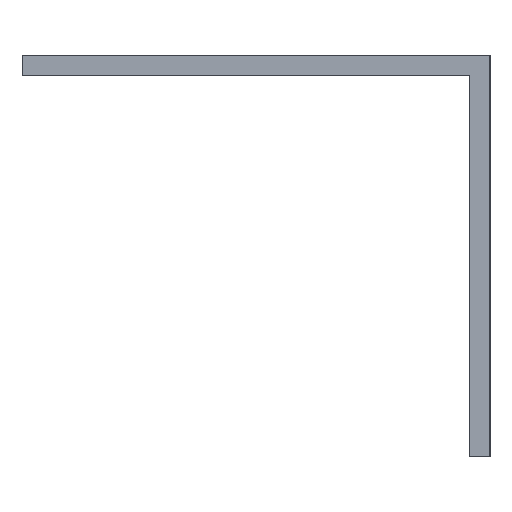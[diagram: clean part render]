
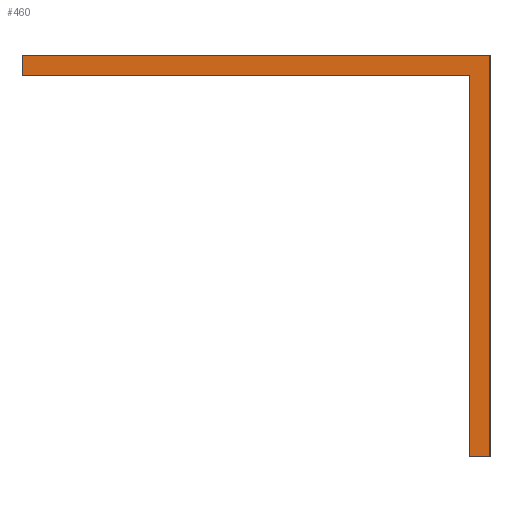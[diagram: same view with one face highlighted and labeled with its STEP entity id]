
A CAD part, left-side view. The second image highlights one B-rep face of the part: STEP entity #460.
In plain terms, the highlighted planar face has unit normal (-1, 0, 0).
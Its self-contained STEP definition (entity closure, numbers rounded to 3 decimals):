
#15 = CARTESIAN_POINT ( 'NONE',  ( -880., 0., -30. ) ) ;
#88 = ORIENTED_EDGE ( 'NONE', *, *, #107, .T. ) ;
#107 = EDGE_CURVE ( 'NONE', #442, #1098, #4573, .T. ) ;
#135 = LINE ( 'NONE', #3622, #4986 ) ;
#185 = ORIENTED_EDGE ( 'NONE', *, *, #6619, .T. ) ;
#442 = VERTEX_POINT ( 'NONE', #5393 ) ;
#460 = ADVANCED_FACE ( 'NONE', ( #5890 ), #3354, .T. ) ;
#471 = DIRECTION ( 'NONE',  ( 0., 0., -1. ) ) ;
#911 = EDGE_CURVE ( 'NONE', #2700, #1553, #135, .T. ) ;
#1098 = VERTEX_POINT ( 'NONE', #3991 ) ;
#1205 = EDGE_LOOP ( 'NONE', ( #3414, #5960, #2206, #185, #88, #3127 ) ) ;
#1312 = CARTESIAN_POINT ( 'NONE',  ( -880., 0., 0. ) ) ;
#1553 = VERTEX_POINT ( 'NONE', #4616 ) ;
#1778 = LINE ( 'NONE', #4774, #3011 ) ;
#1865 = VECTOR ( 'NONE', #3266, 1000. ) ;
#2125 = DIRECTION ( 'NONE',  ( 0., -1., 0. ) ) ;
#2206 = ORIENTED_EDGE ( 'NONE', *, *, #911, .T. ) ;
#2442 = VERTEX_POINT ( 'NONE', #15 ) ;
#2526 = LINE ( 'NONE', #6462, #6576 ) ;
#2700 = VERTEX_POINT ( 'NONE', #2996 ) ;
#2835 = DIRECTION ( 'NONE',  ( -1., 0., 0. ) ) ;
#2996 = CARTESIAN_POINT ( 'NONE',  ( -880., 35., 0. ) ) ;
#3011 = VECTOR ( 'NONE', #2125, 1000. ) ;
#3127 = ORIENTED_EDGE ( 'NONE', *, *, #4089, .T. ) ;
#3227 = CARTESIAN_POINT ( 'NONE',  ( -880., 0., 0. ) ) ;
#3266 = DIRECTION ( 'NONE',  ( 0., 0., -1. ) ) ;
#3354 = PLANE ( 'NONE',  #4894 ) ;
#3414 = ORIENTED_EDGE ( 'NONE', *, *, #3609, .F. ) ;
#3609 = EDGE_CURVE ( 'NONE', #5148, #2442, #4599, .T. ) ;
#3622 = CARTESIAN_POINT ( 'NONE',  ( -880., 35., 0. ) ) ;
#3718 = DIRECTION ( 'NONE',  ( 0., -1., 0. ) ) ;
#3991 = CARTESIAN_POINT ( 'NONE',  ( -880., 1.5, -30. ) ) ;
#4089 = EDGE_CURVE ( 'NONE', #1098, #2442, #2526, .T. ) ;
#4466 = DIRECTION ( 'NONE',  ( 0., -1., 0. ) ) ;
#4573 = LINE ( 'NONE', #5467, #5647 ) ;
#4599 = LINE ( 'NONE', #1312, #1865 ) ;
#4616 = CARTESIAN_POINT ( 'NONE',  ( -880., 35., -1.5 ) ) ;
#4672 = LINE ( 'NONE', #5248, #6154 ) ;
#4774 = CARTESIAN_POINT ( 'NONE',  ( -880., 0., 0. ) ) ;
#4894 = AXIS2_PLACEMENT_3D ( 'NONE', #6048, #2835, #6504 ) ;
#4986 = VECTOR ( 'NONE', #471, 1000. ) ;
#5148 = VERTEX_POINT ( 'NONE', #3227 ) ;
#5248 = CARTESIAN_POINT ( 'NONE',  ( -880., 0., -1.5 ) ) ;
#5393 = CARTESIAN_POINT ( 'NONE',  ( -880., 1.5, -1.5 ) ) ;
#5467 = CARTESIAN_POINT ( 'NONE',  ( -880., 1.5, 0. ) ) ;
#5647 = VECTOR ( 'NONE', #5997, 1000. ) ;
#5890 = FACE_OUTER_BOUND ( 'NONE', #1205, .T. ) ;
#5960 = ORIENTED_EDGE ( 'NONE', *, *, #6264, .F. ) ;
#5997 = DIRECTION ( 'NONE',  ( 0., 0., -1. ) ) ;
#6048 = CARTESIAN_POINT ( 'NONE',  ( -880., 0., 0. ) ) ;
#6154 = VECTOR ( 'NONE', #3718, 1000. ) ;
#6264 = EDGE_CURVE ( 'NONE', #2700, #5148, #1778, .T. ) ;
#6462 = CARTESIAN_POINT ( 'NONE',  ( -880., 1.5, -30. ) ) ;
#6504 = DIRECTION ( 'NONE',  ( 0., 0., 1. ) ) ;
#6576 = VECTOR ( 'NONE', #4466, 1000. ) ;
#6619 = EDGE_CURVE ( 'NONE', #1553, #442, #4672, .T. ) ;
